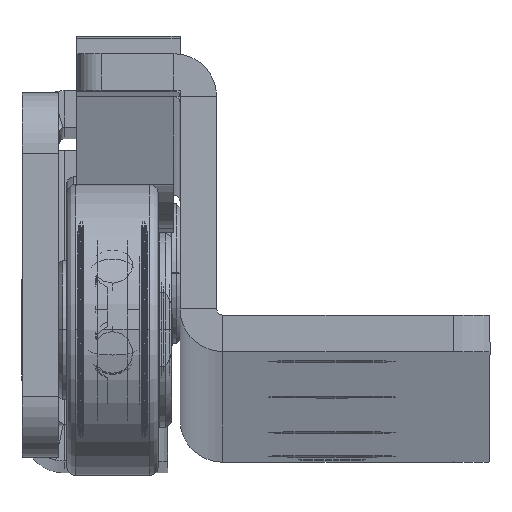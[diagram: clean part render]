
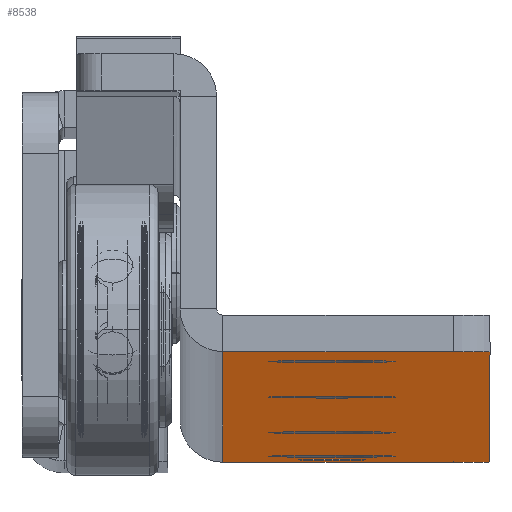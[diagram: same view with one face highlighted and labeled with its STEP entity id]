
A CAD part, top view. The second image highlights one B-rep face of the part: STEP entity #8538.
In plain terms, the highlighted face is planar.
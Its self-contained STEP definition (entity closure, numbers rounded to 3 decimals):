
#44 = FACE_BOUND ( 'NONE', #1957, .T. ) ;
#114 = DIRECTION ( 'NONE',  ( 0., 1., 0. ) ) ;
#170 = AXIS2_PLACEMENT_3D ( 'NONE', #6606, #4061, #1660 ) ;
#303 = CARTESIAN_POINT ( 'NONE',  ( 12.5, -4.75, 544. ) ) ;
#305 = CARTESIAN_POINT ( 'NONE',  ( 25.5, -4.75, 598. ) ) ;
#405 = EDGE_CURVE ( 'NONE', #2246, #9035, #4045, .T. ) ;
#497 = AXIS2_PLACEMENT_3D ( 'NONE', #7484, #5322, #12259 ) ;
#710 = AXIS2_PLACEMENT_3D ( 'NONE', #14759, #14610, #4190 ) ;
#719 = VERTEX_POINT ( 'NONE', #10229 ) ;
#740 = DIRECTION ( 'NONE',  ( -1., 0., 0. ) ) ;
#872 = CARTESIAN_POINT ( 'NONE',  ( 12.5, -4.75, 15.75 ) ) ;
#913 = ORIENTED_EDGE ( 'NONE', *, *, #9483, .F. ) ;
#1031 = VERTEX_POINT ( 'NONE', #3250 ) ;
#1134 = FACE_BOUND ( 'NONE', #14038, .T. ) ;
#1248 = AXIS2_PLACEMENT_3D ( 'NONE', #6801, #3241, #13894 ) ;
#1286 = EDGE_LOOP ( 'NONE', ( #4567, #5199 ) ) ;
#1660 = DIRECTION ( 'NONE',  ( -1., 0., 0. ) ) ;
#1732 = CARTESIAN_POINT ( 'NONE',  ( 12.5, -4.75, 352. ) ) ;
#1752 = CARTESIAN_POINT ( 'NONE',  ( 25.5, -4.75, 0. ) ) ;
#1761 = VERTEX_POINT ( 'NONE', #8766 ) ;
#1786 = EDGE_CURVE ( 'NONE', #7187, #5989, #3053, .T. ) ;
#1859 = CARTESIAN_POINT ( 'NONE',  ( 25.5, -4.75, 0. ) ) ;
#1957 = EDGE_LOOP ( 'NONE', ( #4795, #6482 ) ) ;
#2036 = EDGE_CURVE ( 'NONE', #1031, #9175, #8034, .T. ) ;
#2246 = VERTEX_POINT ( 'NONE', #4448 ) ;
#2406 = CIRCLE ( 'NONE', #11035, 5.25 ) ;
#2433 = VECTOR ( 'NONE', #4348, 1000. ) ;
#2445 = DIRECTION ( 'NONE',  ( -1., 0., 0. ) ) ;
#2549 = DIRECTION ( 'NONE',  ( -1., 0., 0. ) ) ;
#2622 = EDGE_CURVE ( 'NONE', #5989, #13810, #9261, .T. ) ;
#3008 = ORIENTED_EDGE ( 'NONE', *, *, #1786, .F. ) ;
#3013 = LINE ( 'NONE', #1859, #2433 ) ;
#3053 = LINE ( 'NONE', #1752, #4085 ) ;
#3187 = CARTESIAN_POINT ( 'NONE',  ( 7.25, -4.75, 160. ) ) ;
#3241 = DIRECTION ( 'NONE',  ( 0., -1., 0. ) ) ;
#3250 = CARTESIAN_POINT ( 'NONE',  ( 7.25, -4.75, 352. ) ) ;
#3306 = EDGE_CURVE ( 'NONE', #9311, #11806, #11516, .T. ) ;
#3605 = CARTESIAN_POINT ( 'NONE',  ( 12.5, -4.75, 352. ) ) ;
#3737 = CIRCLE ( 'NONE', #6212, 2.75 ) ;
#4045 = CIRCLE ( 'NONE', #11919, 5.25 ) ;
#4061 = DIRECTION ( 'NONE',  ( 0., 1., 0. ) ) ;
#4084 = AXIS2_PLACEMENT_3D ( 'NONE', #13645, #8015, #9084 ) ;
#4085 = VECTOR ( 'NONE', #740, 1000. ) ;
#4190 = DIRECTION ( 'NONE',  ( -1., 0., 0. ) ) ;
#4348 = DIRECTION ( 'NONE',  ( 0., 0., -1. ) ) ;
#4448 = CARTESIAN_POINT ( 'NONE',  ( 17.75, -4.75, 32. ) ) ;
#4529 = ORIENTED_EDGE ( 'NONE', *, *, #3306, .T. ) ;
#4567 = ORIENTED_EDGE ( 'NONE', *, *, #7402, .T. ) ;
#4621 = AXIS2_PLACEMENT_3D ( 'NONE', #5868, #11938, #6017 ) ;
#4795 = ORIENTED_EDGE ( 'NONE', *, *, #10409, .T. ) ;
#4850 = ORIENTED_EDGE ( 'NONE', *, *, #13754, .T. ) ;
#4969 = CARTESIAN_POINT ( 'NONE',  ( 3.5, -4.75, 0. ) ) ;
#5011 = EDGE_CURVE ( 'NONE', #11806, #9311, #2406, .T. ) ;
#5113 = ORIENTED_EDGE ( 'NONE', *, *, #6100, .T. ) ;
#5199 = ORIENTED_EDGE ( 'NONE', *, *, #14381, .T. ) ;
#5220 = CIRCLE ( 'NONE', #497, 5.25 ) ;
#5322 = DIRECTION ( 'NONE',  ( 0., 1., 0. ) ) ;
#5782 = CARTESIAN_POINT ( 'NONE',  ( 22.5, -4.75, 594. ) ) ;
#5868 = CARTESIAN_POINT ( 'NONE',  ( 25.5, -4.75, 0. ) ) ;
#5989 = VERTEX_POINT ( 'NONE', #4969 ) ;
#6017 = DIRECTION ( 'NONE',  ( 0., 0., -1. ) ) ;
#6100 = EDGE_CURVE ( 'NONE', #8028, #1761, #7386, .T. ) ;
#6109 = EDGE_CURVE ( 'NONE', #6761, #7181, #3013, .T. ) ;
#6140 = ORIENTED_EDGE ( 'NONE', *, *, #2622, .F. ) ;
#6149 = CARTESIAN_POINT ( 'NONE',  ( 17.75, -4.75, 352. ) ) ;
#6212 = AXIS2_PLACEMENT_3D ( 'NONE', #7602, #6520, #11212 ) ;
#6281 = ORIENTED_EDGE ( 'NONE', *, *, #5011, .T. ) ;
#6482 = ORIENTED_EDGE ( 'NONE', *, *, #2036, .T. ) ;
#6520 = DIRECTION ( 'NONE',  ( 0., 1., 0. ) ) ;
#6606 = CARTESIAN_POINT ( 'NONE',  ( 12.5, -4.75, 544. ) ) ;
#6608 = EDGE_LOOP ( 'NONE', ( #9309, #5113 ) ) ;
#6732 = DIRECTION ( 'NONE',  ( 0., 0., 1. ) ) ;
#6761 = VERTEX_POINT ( 'NONE', #12096 ) ;
#6801 = CARTESIAN_POINT ( 'NONE',  ( 22.5, -4.75, 4. ) ) ;
#7015 = FACE_BOUND ( 'NONE', #11609, .T. ) ;
#7171 = FACE_BOUND ( 'NONE', #1286, .T. ) ;
#7181 = VERTEX_POINT ( 'NONE', #13268 ) ;
#7187 = VERTEX_POINT ( 'NONE', #13414 ) ;
#7233 = DIRECTION ( 'NONE',  ( -1., 0., 0. ) ) ;
#7273 = EDGE_CURVE ( 'NONE', #1761, #8028, #8986, .T. ) ;
#7309 = VERTEX_POINT ( 'NONE', #7947 ) ;
#7339 = CIRCLE ( 'NONE', #8792, 5.25 ) ;
#7386 = CIRCLE ( 'NONE', #710, 5.25 ) ;
#7402 = EDGE_CURVE ( 'NONE', #7309, #14940, #9246, .T. ) ;
#7459 = DIRECTION ( 'NONE',  ( -1., 0., 0. ) ) ;
#7484 = CARTESIAN_POINT ( 'NONE',  ( 12.5, -4.75, 32. ) ) ;
#7559 = AXIS2_PLACEMENT_3D ( 'NONE', #3605, #10834, #7233 ) ;
#7602 = CARTESIAN_POINT ( 'NONE',  ( 12.5, -4.75, 13. ) ) ;
#7947 = CARTESIAN_POINT ( 'NONE',  ( 12.5, -4.75, 10.25 ) ) ;
#8010 = CARTESIAN_POINT ( 'NONE',  ( 3.5, -4.75, 598. ) ) ;
#8015 = DIRECTION ( 'NONE',  ( 0., 1., 0. ) ) ;
#8028 = VERTEX_POINT ( 'NONE', #3187 ) ;
#8034 = CIRCLE ( 'NONE', #7559, 5.25 ) ;
#8162 = DIRECTION ( 'NONE',  ( 0., -1., 0. ) ) ;
#8399 = CARTESIAN_POINT ( 'NONE',  ( 12.5, -4.75, 32. ) ) ;
#8538 = ADVANCED_FACE ( 'NONE', ( #1134, #44, #13171, #7015, #13025, #7171 ), #9316, .F. ) ;
#8766 = CARTESIAN_POINT ( 'NONE',  ( 17.75, -4.75, 160. ) ) ;
#8792 = AXIS2_PLACEMENT_3D ( 'NONE', #1732, #14705, #7459 ) ;
#8986 = CIRCLE ( 'NONE', #4084, 5.25 ) ;
#9035 = VERTEX_POINT ( 'NONE', #11620 ) ;
#9084 = DIRECTION ( 'NONE',  ( -1., 0., 0. ) ) ;
#9175 = VERTEX_POINT ( 'NONE', #6149 ) ;
#9246 = CIRCLE ( 'NONE', #13196, 2.75 ) ;
#9261 = LINE ( 'NONE', #12661, #9513 ) ;
#9309 = ORIENTED_EDGE ( 'NONE', *, *, #7273, .T. ) ;
#9311 = VERTEX_POINT ( 'NONE', #11671 ) ;
#9316 = PLANE ( 'NONE',  #4621 ) ;
#9375 = CIRCLE ( 'NONE', #15068, 4. ) ;
#9457 = DIRECTION ( 'NONE',  ( 0., 0., -1. ) ) ;
#9483 = EDGE_CURVE ( 'NONE', #13810, #719, #9896, .T. ) ;
#9513 = VECTOR ( 'NONE', #6732, 1000. ) ;
#9896 = LINE ( 'NONE', #305, #11021 ) ;
#10229 = CARTESIAN_POINT ( 'NONE',  ( 22.5, -4.75, 598. ) ) ;
#10314 = DIRECTION ( 'NONE',  ( 0., 0., 1. ) ) ;
#10409 = EDGE_CURVE ( 'NONE', #9175, #1031, #7339, .T. ) ;
#10729 = DIRECTION ( 'NONE',  ( 0., 1., 0. ) ) ;
#10834 = DIRECTION ( 'NONE',  ( 0., 1., 0. ) ) ;
#11021 = VECTOR ( 'NONE', #14297, 1000. ) ;
#11035 = AXIS2_PLACEMENT_3D ( 'NONE', #303, #10729, #2549 ) ;
#11212 = DIRECTION ( 'NONE',  ( 0., 0., -1. ) ) ;
#11516 = CIRCLE ( 'NONE', #170, 5.25 ) ;
#11609 = EDGE_LOOP ( 'NONE', ( #14551, #12140 ) ) ;
#11620 = CARTESIAN_POINT ( 'NONE',  ( 7.25, -4.75, 32. ) ) ;
#11632 = ORIENTED_EDGE ( 'NONE', *, *, #6109, .F. ) ;
#11671 = CARTESIAN_POINT ( 'NONE',  ( 17.75, -4.75, 544. ) ) ;
#11806 = VERTEX_POINT ( 'NONE', #13050 ) ;
#11919 = AXIS2_PLACEMENT_3D ( 'NONE', #8399, #114, #2445 ) ;
#11938 = DIRECTION ( 'NONE',  ( 0., 1., 0. ) ) ;
#12096 = CARTESIAN_POINT ( 'NONE',  ( 25.5, -4.75, 596.646 ) ) ;
#12140 = ORIENTED_EDGE ( 'NONE', *, *, #13602, .T. ) ;
#12259 = DIRECTION ( 'NONE',  ( -1., 0., 0. ) ) ;
#12661 = CARTESIAN_POINT ( 'NONE',  ( 3.5, -4.75, 0. ) ) ;
#12788 = CARTESIAN_POINT ( 'NONE',  ( 12.5, -4.75, 13. ) ) ;
#12874 = EDGE_LOOP ( 'NONE', ( #6140, #3008, #13594, #11632, #4850, #913 ) ) ;
#12938 = DIRECTION ( 'NONE',  ( 0., 1., 0. ) ) ;
#13025 = FACE_OUTER_BOUND ( 'NONE', #12874, .T. ) ;
#13050 = CARTESIAN_POINT ( 'NONE',  ( 7.25, -4.75, 544. ) ) ;
#13171 = FACE_BOUND ( 'NONE', #6608, .T. ) ;
#13196 = AXIS2_PLACEMENT_3D ( 'NONE', #12788, #12938, #9457 ) ;
#13268 = CARTESIAN_POINT ( 'NONE',  ( 25.5, -4.75, 1.354 ) ) ;
#13414 = CARTESIAN_POINT ( 'NONE',  ( 22.5, -4.75, 0. ) ) ;
#13594 = ORIENTED_EDGE ( 'NONE', *, *, #15246, .T. ) ;
#13602 = EDGE_CURVE ( 'NONE', #9035, #2246, #5220, .T. ) ;
#13645 = CARTESIAN_POINT ( 'NONE',  ( 12.5, -4.75, 160. ) ) ;
#13754 = EDGE_CURVE ( 'NONE', #6761, #719, #9375, .T. ) ;
#13810 = VERTEX_POINT ( 'NONE', #8010 ) ;
#13894 = DIRECTION ( 'NONE',  ( 0., 0., -1. ) ) ;
#14038 = EDGE_LOOP ( 'NONE', ( #4529, #6281 ) ) ;
#14297 = DIRECTION ( 'NONE',  ( 1., 0., 0. ) ) ;
#14381 = EDGE_CURVE ( 'NONE', #14940, #7309, #3737, .T. ) ;
#14551 = ORIENTED_EDGE ( 'NONE', *, *, #405, .T. ) ;
#14567 = CIRCLE ( 'NONE', #1248, 4. ) ;
#14610 = DIRECTION ( 'NONE',  ( 0., 1., 0. ) ) ;
#14705 = DIRECTION ( 'NONE',  ( 0., 1., 0. ) ) ;
#14759 = CARTESIAN_POINT ( 'NONE',  ( 12.5, -4.75, 160. ) ) ;
#14940 = VERTEX_POINT ( 'NONE', #872 ) ;
#15068 = AXIS2_PLACEMENT_3D ( 'NONE', #5782, #8162, #10314 ) ;
#15246 = EDGE_CURVE ( 'NONE', #7187, #7181, #14567, .T. ) ;
